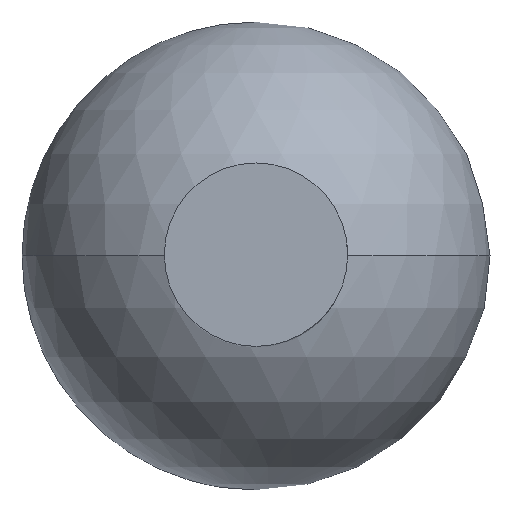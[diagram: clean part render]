
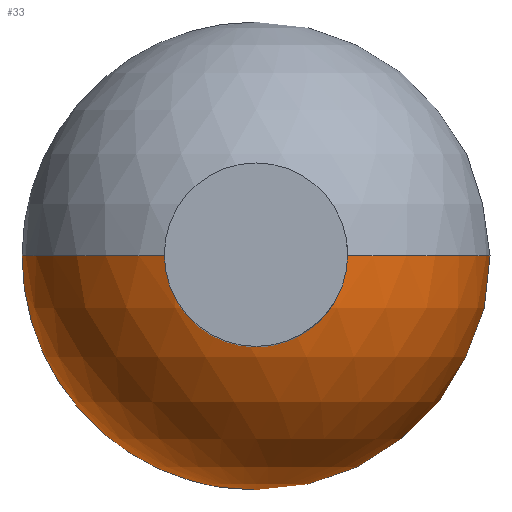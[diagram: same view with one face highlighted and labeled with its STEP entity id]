
A CAD part, top view. The second image highlights one B-rep face of the part: STEP entity #33.
In plain terms, the highlighted spherical face has radius 51.033 mm.
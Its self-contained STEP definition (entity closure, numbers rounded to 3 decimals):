
#33 = ADVANCED_FACE ( 'NONE', ( #427 ), #156, .T. ) ;
#62 = DIRECTION ( 'NONE',  ( -1., 0., 0. ) ) ;
#67 = CARTESIAN_POINT ( 'NONE',  ( 0., 0., -35.858 ) ) ;
#79 = EDGE_CURVE ( 'NONE', #416, #214, #175, .T. ) ;
#80 = AXIS2_PLACEMENT_3D ( 'NONE', #240, #199, #389 ) ;
#108 = ORIENTED_EDGE ( 'NONE', *, *, #406, .F. ) ;
#142 = AXIS2_PLACEMENT_3D ( 'NONE', #315, #276, #459 ) ;
#156 = SPHERICAL_SURFACE ( 'NONE', #142, 51.033 ) ;
#174 = AXIS2_PLACEMENT_3D ( 'NONE', #67, #181, #62 ) ;
#175 = CIRCLE ( 'NONE', #80, 51.033 ) ;
#181 = DIRECTION ( 'NONE',  ( 0., 1., 0. ) ) ;
#199 = DIRECTION ( 'NONE',  ( 0., -1., 0. ) ) ;
#214 = VERTEX_POINT ( 'NONE', #316 ) ;
#235 = CIRCLE ( 'NONE', #174, 51.033 ) ;
#240 = CARTESIAN_POINT ( 'NONE',  ( 0., 0., -35.858 ) ) ;
#276 = DIRECTION ( 'NONE',  ( 0., 1., 0. ) ) ;
#315 = CARTESIAN_POINT ( 'NONE',  ( 0., 0., -35.858 ) ) ;
#316 = CARTESIAN_POINT ( 'NONE',  ( 0., 0., -86.891 ) ) ;
#342 = ORIENTED_EDGE ( 'NONE', *, *, #79, .T. ) ;
#383 = EDGE_LOOP ( 'NONE', ( #108, #342 ) ) ;
#389 = DIRECTION ( 'NONE',  ( 0., 0., -1. ) ) ;
#406 = EDGE_CURVE ( 'NONE', #416, #214, #235, .T. ) ;
#416 = VERTEX_POINT ( 'NONE', #476 ) ;
#427 = FACE_OUTER_BOUND ( 'NONE', #383, .T. ) ;
#459 = DIRECTION ( 'NONE',  ( -1., 0., 0. ) ) ;
#476 = CARTESIAN_POINT ( 'NONE',  ( 0., 0., 15.175 ) ) ;
